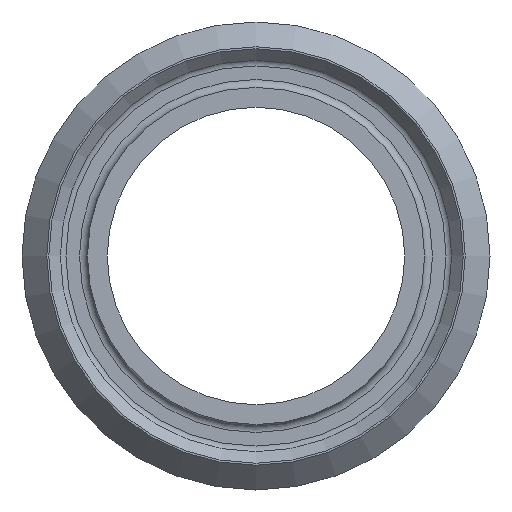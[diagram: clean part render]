
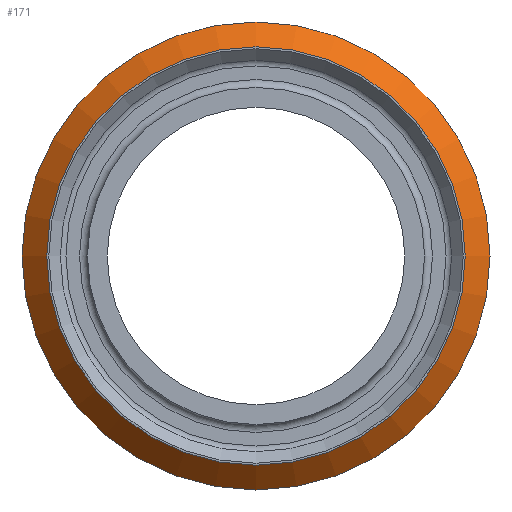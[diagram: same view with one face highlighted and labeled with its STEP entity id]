
A CAD part, left-side view. The second image highlights one B-rep face of the part: STEP entity #171.
In plain terms, the highlighted conical face has half-angle 45 degrees and reference radius 11.8 mm.
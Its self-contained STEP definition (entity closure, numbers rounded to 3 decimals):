
#28=CONICAL_SURFACE('',#212,11.8,0.785);
#51=ORIENTED_EDGE('',*,*,#58,.F.);
#52=ORIENTED_EDGE('',*,*,#70,.T.);
#58=EDGE_CURVE('',#72,#72,#86,.T.);
#70=EDGE_CURVE('',#84,#84,#98,.T.);
#72=VERTEX_POINT('',#278);
#84=VERTEX_POINT('',#312);
#86=CIRCLE('',#189,10.55);
#98=CIRCLE('',#211,11.8);
#121=EDGE_LOOP('',(#51));
#122=EDGE_LOOP('',(#52));
#149=FACE_BOUND('',#121,.T.);
#150=FACE_BOUND('',#122,.T.);
#171=ADVANCED_FACE('',(#149,#150),#28,.T.);
#189=AXIS2_PLACEMENT_3D('',#277,#221,#222);
#211=AXIS2_PLACEMENT_3D('',#311,#265,#266);
#212=AXIS2_PLACEMENT_3D('',#313,#267,#268);
#221=DIRECTION('',(-1.,0.,0.));
#222=DIRECTION('',(0.,0.,1.));
#265=DIRECTION('',(-1.,0.,0.));
#266=DIRECTION('',(0.,0.,1.));
#267=DIRECTION('',(1.,0.,0.));
#268=DIRECTION('',(0.,0.,-1.));
#277=CARTESIAN_POINT('',(-2.2,0.,0.));
#278=CARTESIAN_POINT('',(-2.2,0.,10.55));
#311=CARTESIAN_POINT('',(-0.95,0.,0.));
#312=CARTESIAN_POINT('',(-0.95,0.,11.8));
#313=CARTESIAN_POINT('',(-0.95,0.,0.));
